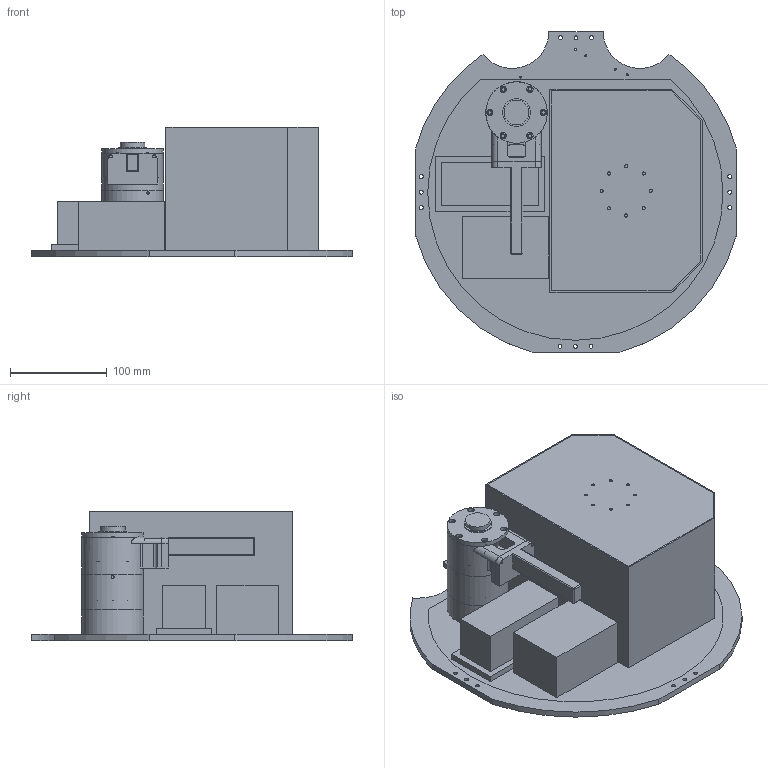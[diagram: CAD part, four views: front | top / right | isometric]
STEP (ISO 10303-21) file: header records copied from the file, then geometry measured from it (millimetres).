
FILE_DESCRIPTION(/* description */ (''),/* implementation_level */ '2;1');
FILE_NAME(/* name */ 'platelayoutv3.stp',/* time_stamp */ '2017-11-01T18:05:24-04:00',/* author */ (''),/* organization */ (''),/* preprocessor_version */ 'ST-DEVELOPER v16',/* originating_system */ 'SIEMENS PLM Software NX 11.0',/* authorisation */ '');
FILE_SCHEMA (('AUTOMOTIVE_DESIGN { 1 0 10303 214 3 1 1 1 }'));
Length unit declared in the file: inch
Products named in the file (19): bearing holder; tubeholderbase2; End Effector V2; Motor End Cover; Motor End Housing Pitch; Central Housing; test_tube; slide rod; rod_holder; newerbox; new sunshade363; PayloadSA218; BasePlate (1); Electronics Box V2; scampstandv1; SCAMP To Scale221; tubeholder; shakerwithrods369; platelayoutv3_stp
Assembly tree (26 placements, depth 4):
  platelayoutv3_stp
    scampstandv1
    Electronics Box V2
    shakerwithrods369  x2
      rod_holder
      slide rod
      test_tube
      tubeholder
        tubeholderbase2
        bearing holder  x4
    SCAMP To Scale221
      Central Housing
      Motor End Housing Pitch
      Motor End Cover
      End Effector V2
    BasePlate (1)
    PayloadSA218
    new sunshade363
    newerbox
Bounding box: 331.22 x 331.22 x 133.35 mm (x, y, z)
Volume: 1843289.4 mm3; surface area: 824754 mm2
Topology: 34 solids, 34 shells, 673 faces, 1617 edges, 1088 vertices
Faces by surface type: plane 361, cylinder 302, cone 4, sphere 4, torus 2
Full cylindrical faces by diameter (mm): 1.7 x2, 2.032 x5, 2.383 x12, 2.845 x19, 2.921 x4, 3.048 x9, 3.175 x8, 3.454 x6, 3.7 x8, 3.734 x6, 4.064 x18, 5.715 x6, 6.096 x1, 6.35 x4, 6.502 x6, 6.731 x8, 7.112 x4, 8.636 x12, 9.652 x4, 9.804 x4, 12.7 x16, 13.411 x8, 17.78 x8, 19.05 x8, 20 x1, 25.4 x1, 28.575 x1, 37.973 x1, 46.99 x3, 49.276 x2
Entity records: 13859 total; most frequent: CARTESIAN_POINT 2610, DIRECTION 2373, ORIENTED_EDGE 1874, AXIS2_PLACEMENT_3D 960, EDGE_CURVE 937, EDGE_LOOP 801, VERTEX_POINT 706, FACE_BOUND 549
